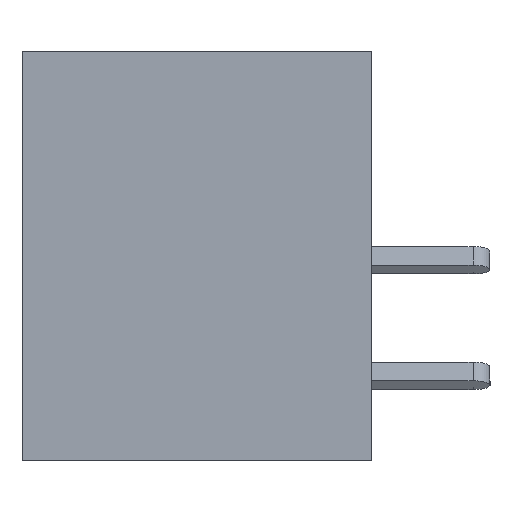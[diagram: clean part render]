
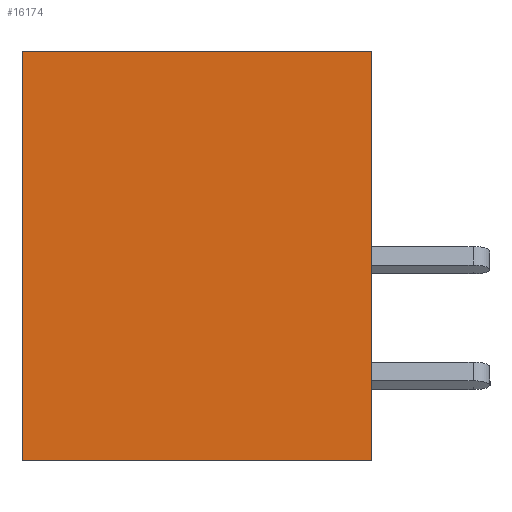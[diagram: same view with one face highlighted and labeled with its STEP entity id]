
A CAD part, left-side view. The second image highlights one B-rep face of the part: STEP entity #16174.
In plain terms, the highlighted planar face has unit normal (-1, 0, 0).
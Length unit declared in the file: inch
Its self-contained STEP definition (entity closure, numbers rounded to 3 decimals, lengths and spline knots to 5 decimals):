
#75 = LINE ( 'NONE', #16534, #3541 ) ;
#522 = VECTOR ( 'NONE', #5437, 39.37008 ) ;
#1484 = CARTESIAN_POINT ( 'NONE',  ( 0., 0., 0. ) ) ;
#2348 = DIRECTION ( 'NONE',  ( 0., 0., 1. ) ) ;
#2399 = CARTESIAN_POINT ( 'NONE',  ( 0., 0.453, 0. ) ) ;
#3541 = VECTOR ( 'NONE', #6867, 39.37008 ) ;
#3797 = EDGE_LOOP ( 'NONE', ( #11114, #15585, #7709, #4073 ) ) ;
#4073 = ORIENTED_EDGE ( 'NONE', *, *, #4360, .T. ) ;
#4360 = EDGE_CURVE ( 'NONE', #11001, #4985, #75, .T. ) ;
#4541 = VERTEX_POINT ( 'NONE', #2399 ) ;
#4969 = VECTOR ( 'NONE', #2348, 39.37008 ) ;
#4985 = VERTEX_POINT ( 'NONE', #6854 ) ;
#5437 = DIRECTION ( 'NONE',  ( 0., 0., 1. ) ) ;
#6219 = LINE ( 'NONE', #10439, #4969 ) ;
#6854 = CARTESIAN_POINT ( 'NONE',  ( 0., 0., -0.531 ) ) ;
#6867 = DIRECTION ( 'NONE',  ( 0., -1., 0. ) ) ;
#7492 = VERTEX_POINT ( 'NONE', #1484 ) ;
#7709 = ORIENTED_EDGE ( 'NONE', *, *, #17655, .F. ) ;
#8527 = EDGE_CURVE ( 'NONE', #4985, #7492, #6219, .T. ) ;
#8603 = CARTESIAN_POINT ( 'NONE',  ( 0., 0.453, 0. ) ) ;
#8944 = AXIS2_PLACEMENT_3D ( 'NONE', #15283, #17080, #10421 ) ;
#9043 = LINE ( 'NONE', #8603, #522 ) ;
#9191 = PLANE ( 'NONE',  #8944 ) ;
#10336 = FACE_OUTER_BOUND ( 'NONE', #3797, .T. ) ;
#10421 = DIRECTION ( 'NONE',  ( 0., 0., -1. ) ) ;
#10439 = CARTESIAN_POINT ( 'NONE',  ( 0., 0., 0. ) ) ;
#11001 = VERTEX_POINT ( 'NONE', #15872 ) ;
#11114 = ORIENTED_EDGE ( 'NONE', *, *, #8527, .T. ) ;
#12548 = CARTESIAN_POINT ( 'NONE',  ( 0., 0.453, 0. ) ) ;
#15283 = CARTESIAN_POINT ( 'NONE',  ( 0., 0.453, 0. ) ) ;
#15533 = VECTOR ( 'NONE', #20604, 39.37008 ) ;
#15585 = ORIENTED_EDGE ( 'NONE', *, *, #16776, .F. ) ;
#15872 = CARTESIAN_POINT ( 'NONE',  ( 0., 0.453, -0.531 ) ) ;
#16174 = ADVANCED_FACE ( 'NONE', ( #10336 ), #9191, .F. ) ;
#16534 = CARTESIAN_POINT ( 'NONE',  ( 0., 0.453, -0.531 ) ) ;
#16776 = EDGE_CURVE ( 'NONE', #4541, #7492, #19747, .T. ) ;
#17080 = DIRECTION ( 'NONE',  ( 1., 0., 0. ) ) ;
#17655 = EDGE_CURVE ( 'NONE', #11001, #4541, #9043, .T. ) ;
#19747 = LINE ( 'NONE', #12548, #15533 ) ;
#20604 = DIRECTION ( 'NONE',  ( 0., -1., 0. ) ) ;
